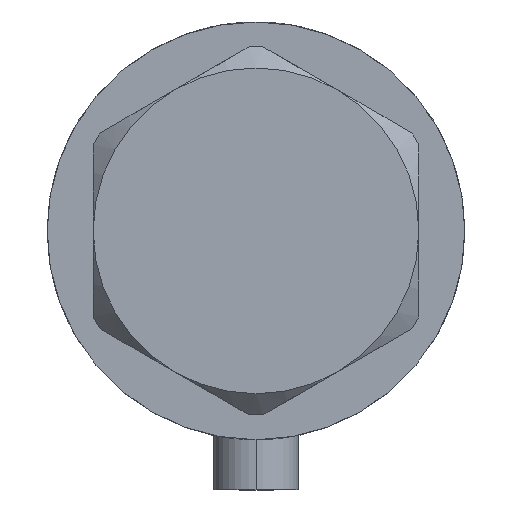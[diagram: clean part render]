
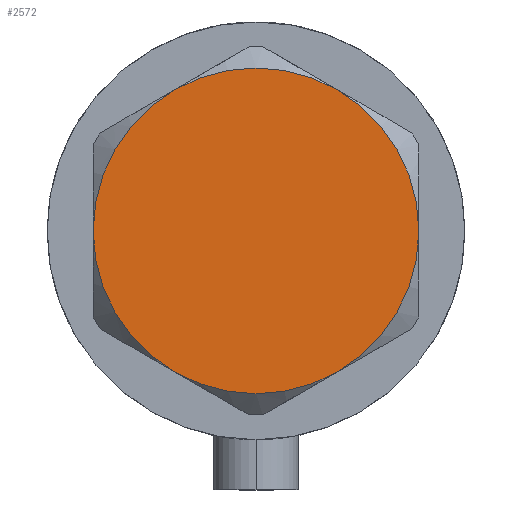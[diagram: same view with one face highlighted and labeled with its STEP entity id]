
A CAD part, left-side view. The second image highlights one B-rep face of the part: STEP entity #2572.
In plain terms, the highlighted face is planar.
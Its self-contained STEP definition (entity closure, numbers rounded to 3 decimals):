
#25 = PLANE ( 'NONE',  #789 ) ;
#173 = CARTESIAN_POINT ( 'NONE',  ( 0., 0., 13. ) ) ;
#269 = ORIENTED_EDGE ( 'NONE', *, *, #975, .T. ) ;
#399 = ORIENTED_EDGE ( 'NONE', *, *, #1329, .T. ) ;
#447 = DIRECTION ( 'NONE',  ( 0., 0., 1. ) ) ;
#449 = EDGE_CURVE ( 'NONE', #745, #912, #2053, .T. ) ;
#450 = CARTESIAN_POINT ( 'NONE',  ( 0., 0., 13. ) ) ;
#544 = DIRECTION ( 'NONE',  ( 1., 0., 0. ) ) ;
#639 = VERTEX_POINT ( 'NONE', #2597 ) ;
#692 = AXIS2_PLACEMENT_3D ( 'NONE', #2783, #3477, #966 ) ;
#745 = VERTEX_POINT ( 'NONE', #3804 ) ;
#789 = AXIS2_PLACEMENT_3D ( 'NONE', #450, #1125, #3120 ) ;
#897 = ORIENTED_EDGE ( 'NONE', *, *, #1663, .T. ) ;
#912 = VERTEX_POINT ( 'NONE', #2291 ) ;
#966 = DIRECTION ( 'NONE',  ( 1., 0., 0. ) ) ;
#975 = EDGE_CURVE ( 'NONE', #639, #3214, #1264, .T. ) ;
#983 = DIRECTION ( 'NONE',  ( 0., 0., 1. ) ) ;
#1125 = DIRECTION ( 'NONE',  ( 0., 0., 1. ) ) ;
#1207 = CIRCLE ( 'NONE', #3216, 23. ) ;
#1216 = VERTEX_POINT ( 'NONE', #3190 ) ;
#1264 = CIRCLE ( 'NONE', #3771, 23. ) ;
#1267 = CIRCLE ( 'NONE', #1979, 23. ) ;
#1275 = AXIS2_PLACEMENT_3D ( 'NONE', #1575, #2564, #1886 ) ;
#1329 = EDGE_CURVE ( 'NONE', #912, #639, #1267, .T. ) ;
#1575 = CARTESIAN_POINT ( 'NONE',  ( 0., 0., 13. ) ) ;
#1599 = CARTESIAN_POINT ( 'NONE',  ( 11.5, -19.919, 13. ) ) ;
#1663 = EDGE_CURVE ( 'NONE', #1216, #2833, #1207, .T. ) ;
#1886 = DIRECTION ( 'NONE',  ( 1., 0., 0. ) ) ;
#1901 = EDGE_LOOP ( 'NONE', ( #2702, #3688, #399, #269, #2795, #897 ) ) ;
#1979 = AXIS2_PLACEMENT_3D ( 'NONE', #173, #3624, #544 ) ;
#2018 = DIRECTION ( 'NONE',  ( 1., 0., 0. ) ) ;
#2053 = CIRCLE ( 'NONE', #692, 23. ) ;
#2111 = CARTESIAN_POINT ( 'NONE',  ( -23., 0., 13. ) ) ;
#2210 = AXIS2_PLACEMENT_3D ( 'NONE', #3996, #2689, #2385 ) ;
#2291 = CARTESIAN_POINT ( 'NONE',  ( 11.5, 19.919, 13. ) ) ;
#2385 = DIRECTION ( 'NONE',  ( 1., 0., 0. ) ) ;
#2564 = DIRECTION ( 'NONE',  ( 0., 0., 1. ) ) ;
#2572 = ADVANCED_FACE ( 'NONE', ( #3514 ), #25, .T. ) ;
#2597 = CARTESIAN_POINT ( 'NONE',  ( -11.5, 19.919, 13. ) ) ;
#2684 = CARTESIAN_POINT ( 'NONE',  ( 0., 0., 13. ) ) ;
#2689 = DIRECTION ( 'NONE',  ( 0., 0., 1. ) ) ;
#2702 = ORIENTED_EDGE ( 'NONE', *, *, #4037, .T. ) ;
#2783 = CARTESIAN_POINT ( 'NONE',  ( 0., 0., 13. ) ) ;
#2795 = ORIENTED_EDGE ( 'NONE', *, *, #4383, .T. ) ;
#2833 = VERTEX_POINT ( 'NONE', #1599 ) ;
#2932 = CIRCLE ( 'NONE', #1275, 23. ) ;
#3120 = DIRECTION ( 'NONE',  ( 1., 0., 0. ) ) ;
#3166 = CARTESIAN_POINT ( 'NONE',  ( 0., 0., 13. ) ) ;
#3190 = CARTESIAN_POINT ( 'NONE',  ( -11.5, -19.919, 13. ) ) ;
#3214 = VERTEX_POINT ( 'NONE', #2111 ) ;
#3216 = AXIS2_PLACEMENT_3D ( 'NONE', #3166, #447, #3510 ) ;
#3477 = DIRECTION ( 'NONE',  ( 0., 0., 1. ) ) ;
#3510 = DIRECTION ( 'NONE',  ( 1., 0., 0. ) ) ;
#3514 = FACE_OUTER_BOUND ( 'NONE', #1901, .T. ) ;
#3624 = DIRECTION ( 'NONE',  ( 0., 0., 1. ) ) ;
#3688 = ORIENTED_EDGE ( 'NONE', *, *, #449, .T. ) ;
#3771 = AXIS2_PLACEMENT_3D ( 'NONE', #2684, #983, #2018 ) ;
#3778 = CIRCLE ( 'NONE', #2210, 23. ) ;
#3804 = CARTESIAN_POINT ( 'NONE',  ( 23., 0., 13. ) ) ;
#3996 = CARTESIAN_POINT ( 'NONE',  ( 0., 0., 13. ) ) ;
#4037 = EDGE_CURVE ( 'NONE', #2833, #745, #3778, .T. ) ;
#4383 = EDGE_CURVE ( 'NONE', #3214, #1216, #2932, .T. ) ;
